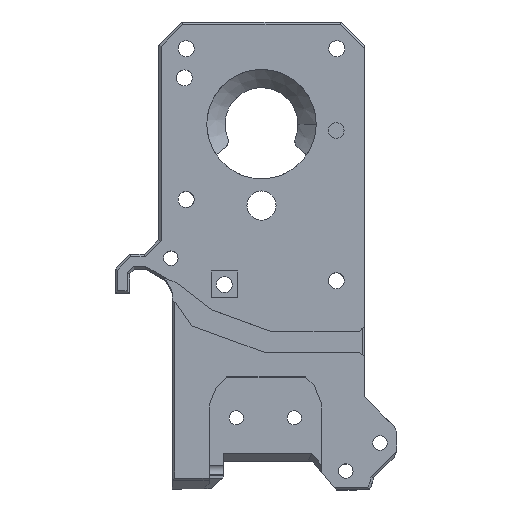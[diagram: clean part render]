
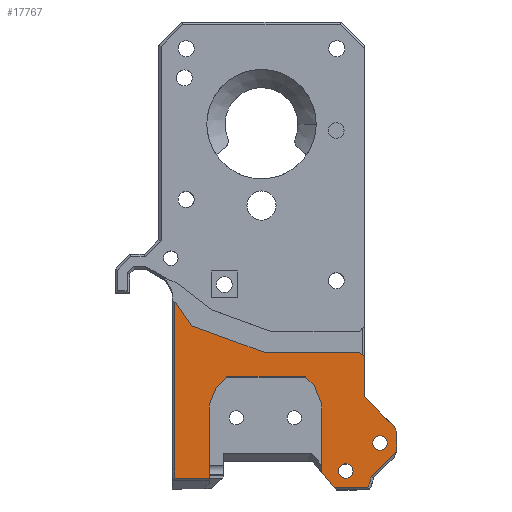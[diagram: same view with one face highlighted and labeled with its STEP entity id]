
A CAD part, top view. The second image highlights one B-rep face of the part: STEP entity #17767.
In plain terms, the highlighted planar face has unit normal (0, 0, 1).
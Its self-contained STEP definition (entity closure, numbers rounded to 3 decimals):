
#1286=CARTESIAN_POINT('',(38.177,12.522,62.672));
#1287=VERTEX_POINT('',#1286);
#1296=CARTESIAN_POINT('',(38.177,14.022,62.672));
#1297=DIRECTION('',(-0.,-0.,1.));
#1298=DIRECTION('',(0.,-1.,-0.));
#1299=AXIS2_PLACEMENT_3D('',#1296,#1297,#1298);
#1300=CIRCLE('',#1299,1.5);
#1301=EDGE_CURVE('',#1287,#1287,#1300,.T.);
#1319=CARTESIAN_POINT('',(46.699,19.799,62.672));
#1320=VERTEX_POINT('',#1319);
#1329=CARTESIAN_POINT('',(45.199,19.799,62.672));
#1330=DIRECTION('',(0.,0.,1.));
#1331=DIRECTION('',(1.,0.,-0.));
#1332=AXIS2_PLACEMENT_3D('',#1329,#1330,#1331);
#1333=CIRCLE('',#1332,1.5);
#1334=EDGE_CURVE('',#1320,#1320,#1333,.T.);
#14567=CARTESIAN_POINT('',(48.722,18.305,62.672));
#14568=VERTEX_POINT('',#14567);
#14575=CARTESIAN_POINT('',(48.637,18.098,62.672));
#14576=VERTEX_POINT('',#14575);
#14577=CARTESIAN_POINT('',(48.722,18.305,62.672));
#14578=DIRECTION('',(-0.383,-0.924,-0.));
#14579=VECTOR('',#14578,0.224);
#14580=LINE('',#14577,#14579);
#14581=EDGE_CURVE('',#14568,#14576,#14580,.T.);
#14822=CARTESIAN_POINT('',(33.222,26.966,62.672));
#14823=VERTEX_POINT('',#14822);
#14831=CARTESIAN_POINT('',(33.222,27.967,62.672));
#14832=VERTEX_POINT('',#14831);
#14833=CARTESIAN_POINT('',(33.222,26.966,62.672));
#14834=DIRECTION('',(0.,1.,0.));
#14835=VECTOR('',#14834,1.001);
#14836=LINE('',#14833,#14835);
#14837=EDGE_CURVE('',#14823,#14832,#14836,.T.);
#14863=CARTESIAN_POINT('',(31.742,31.539,62.672));
#14864=VERTEX_POINT('',#14863);
#14871=CARTESIAN_POINT('',(29.903,33.379,62.672));
#14872=VERTEX_POINT('',#14871);
#14873=CARTESIAN_POINT('',(31.742,31.539,62.672));
#14874=DIRECTION('',(-0.707,0.707,0.));
#14875=VECTOR('',#14874,2.601);
#14876=LINE('',#14873,#14875);
#14877=EDGE_CURVE('',#14864,#14872,#14876,.T.);
#14903=CARTESIAN_POINT('',(10.096,27.684,62.672));
#14904=VERTEX_POINT('',#14903);
#14911=CARTESIAN_POINT('',(10.096,26.684,62.672));
#14912=VERTEX_POINT('',#14911);
#14913=CARTESIAN_POINT('',(10.096,27.684,62.672));
#14914=DIRECTION('',(-0.,-1.,-0.));
#14915=VECTOR('',#14914,1.);
#14916=LINE('',#14913,#14915);
#14917=EDGE_CURVE('',#14904,#14912,#14916,.T.);
#14942=CARTESIAN_POINT('',(10.084,26.653,62.672));
#14943=VERTEX_POINT('',#14942);
#14944=CARTESIAN_POINT('',(10.096,26.684,62.672));
#14945=DIRECTION('',(-0.383,-0.924,-0.));
#14946=VECTOR('',#14945,0.033);
#14947=LINE('',#14944,#14946);
#14948=EDGE_CURVE('',#14912,#14943,#14947,.T.);
#15989=CARTESIAN_POINT('',(48.137,23.21,62.672));
#15990=VERTEX_POINT('',#15989);
#15997=CARTESIAN_POINT('',(48.722,21.796,62.672));
#15998=VERTEX_POINT('',#15997);
#15999=CARTESIAN_POINT('',(48.722,21.796,62.672));
#16000=DIRECTION('',(-0.383,0.924,0.));
#16001=VECTOR('',#16000,1.531);
#16002=LINE('',#15999,#16001);
#16003=EDGE_CURVE('',#15998,#15990,#16002,.T.);
#16796=CARTESIAN_POINT('',(48.722,21.796,62.672));
#16797=DIRECTION('',(-0.,-1.,-0.));
#16798=VECTOR('',#16797,3.49);
#16799=LINE('',#16796,#16798);
#16800=EDGE_CURVE('',#15998,#14568,#16799,.T.);
#16812=CARTESIAN_POINT('',(43.4,12.862,62.672));
#16813=VERTEX_POINT('',#16812);
#16814=CARTESIAN_POINT('',(48.637,18.098,62.672));
#16815=DIRECTION('',(-0.707,-0.707,-0.));
#16816=VECTOR('',#16815,7.406);
#16817=LINE('',#16814,#16816);
#16818=EDGE_CURVE('',#14576,#16813,#16817,.T.);
#16835=CARTESIAN_POINT('',(42.719,10.679,62.672));
#16836=VERTEX_POINT('',#16835);
#16846=CARTESIAN_POINT('',(35.984,13.979,62.672));
#16847=DIRECTION('',(-0.,0.,-1.));
#16848=DIRECTION('',(-1.,0.,0.));
#16849=AXIS2_PLACEMENT_3D('',#16846,#16847,#16848);
#16850=CIRCLE('',#16849,7.5);
#16851=EDGE_CURVE('',#16813,#16836,#16850,.T.);
#16862=CARTESIAN_POINT('',(35.848,10.679,62.672));
#16863=VERTEX_POINT('',#16862);
#16864=CARTESIAN_POINT('',(42.719,10.679,62.672));
#16865=DIRECTION('',(-1.,-0.,0.));
#16866=VECTOR('',#16865,6.871);
#16867=LINE('',#16864,#16866);
#16868=EDGE_CURVE('',#16836,#16863,#16867,.T.);
#16893=CARTESIAN_POINT('',(33.222,13.829,62.672));
#16894=VERTEX_POINT('',#16893);
#16895=CARTESIAN_POINT('',(35.848,10.679,62.672));
#16896=DIRECTION('',(-0.64,0.768,0.));
#16897=VECTOR('',#16896,4.101);
#16898=LINE('',#16895,#16897);
#16899=EDGE_CURVE('',#16863,#16894,#16898,.T.);
#16915=CARTESIAN_POINT('',(33.222,13.829,62.672));
#16916=DIRECTION('',(-0.,1.,-0.));
#16917=VECTOR('',#16916,13.137);
#16918=LINE('',#16915,#16917);
#16919=EDGE_CURVE('',#16894,#14823,#16918,.T.);
#16941=CARTESIAN_POINT('',(33.222,27.967,62.672));
#16942=DIRECTION('',(-0.383,0.924,0.));
#16943=VECTOR('',#16942,3.867);
#16944=LINE('',#16941,#16943);
#16945=EDGE_CURVE('',#14832,#14864,#16944,.T.);
#16956=CARTESIAN_POINT('',(13.698,33.379,62.672));
#16957=VERTEX_POINT('',#16956);
#16966=CARTESIAN_POINT('',(29.903,33.379,62.672));
#16967=DIRECTION('',(-1.,0.,0.));
#16968=VECTOR('',#16967,16.204);
#16969=LINE('',#16966,#16968);
#16970=EDGE_CURVE('',#14872,#16957,#16969,.T.);
#16982=CARTESIAN_POINT('',(11.576,31.256,62.672));
#16983=VERTEX_POINT('',#16982);
#16984=CARTESIAN_POINT('',(13.698,33.379,62.672));
#16985=DIRECTION('',(-0.707,-0.707,-0.));
#16986=VECTOR('',#16985,3.001);
#16987=LINE('',#16984,#16986);
#16988=EDGE_CURVE('',#16957,#16983,#16987,.T.);
#17006=CARTESIAN_POINT('',(11.576,31.256,62.672));
#17007=DIRECTION('',(-0.383,-0.924,-0.));
#17008=VECTOR('',#17007,3.867);
#17009=LINE('',#17006,#17008);
#17010=EDGE_CURVE('',#16983,#14904,#17009,.T.);
#17028=CARTESIAN_POINT('',(10.084,12.599,62.672));
#17029=VERTEX_POINT('',#17028);
#17030=CARTESIAN_POINT('',(10.084,26.653,62.672));
#17031=DIRECTION('',(-0.,-1.,-0.));
#17032=VECTOR('',#17031,14.054);
#17033=LINE('',#17030,#17032);
#17034=EDGE_CURVE('',#14943,#17029,#17033,.T.);
#17053=CARTESIAN_POINT('',(2.984,12.599,62.672));
#17054=VERTEX_POINT('',#17053);
#17055=CARTESIAN_POINT('',(10.084,12.599,62.672));
#17056=DIRECTION('',(-1.,-0.,0.));
#17057=VECTOR('',#17056,7.1);
#17058=LINE('',#17055,#17057);
#17059=EDGE_CURVE('',#17029,#17054,#17058,.T.);
#17077=CARTESIAN_POINT('',(2.984,48.79,62.672));
#17078=VERTEX_POINT('',#17077);
#17079=CARTESIAN_POINT('',(2.984,12.599,62.672));
#17080=DIRECTION('',(0.,1.,0.));
#17081=VECTOR('',#17080,36.191);
#17082=LINE('',#17079,#17081);
#17083=EDGE_CURVE('',#17054,#17078,#17082,.T.);
#17277=CARTESIAN_POINT('',(41.984,29.363,62.672));
#17278=VERTEX_POINT('',#17277);
#17285=CARTESIAN_POINT('',(41.984,29.363,62.672));
#17286=DIRECTION('',(0.707,-0.707,0.));
#17287=VECTOR('',#17286,8.702);
#17288=LINE('',#17285,#17287);
#17289=EDGE_CURVE('',#17278,#15990,#17288,.T.);
#17688=CARTESIAN_POINT('',(48.723,10.678,62.672));
#17689=DIRECTION('',(0.,0.,1.));
#17690=DIRECTION('',(0.,1.,0.));
#17691=AXIS2_PLACEMENT_3D('',#17688,#17689,#17690);
#17692=PLANE('',#17691);
#17693=CARTESIAN_POINT('',(3.156,48.731,62.672));
#17694=VERTEX_POINT('',#17693);
#17695=CARTESIAN_POINT('',(2.984,48.79,62.672));
#17696=DIRECTION('',(0.945,-0.326,-0.));
#17697=VECTOR('',#17696,0.182);
#17698=LINE('',#17695,#17697);
#17699=EDGE_CURVE('',#17078,#17694,#17698,.T.);
#17700=ORIENTED_EDGE('',*,*,#17699,.F.);
#17701=ORIENTED_EDGE('',*,*,#17083,.F.);
#17702=ORIENTED_EDGE('',*,*,#17059,.F.);
#17703=ORIENTED_EDGE('',*,*,#17034,.F.);
#17704=ORIENTED_EDGE('',*,*,#14948,.F.);
#17705=ORIENTED_EDGE('',*,*,#14917,.F.);
#17706=ORIENTED_EDGE('',*,*,#17010,.F.);
#17707=ORIENTED_EDGE('',*,*,#16988,.F.);
#17708=ORIENTED_EDGE('',*,*,#16970,.F.);
#17709=ORIENTED_EDGE('',*,*,#14877,.F.);
#17710=ORIENTED_EDGE('',*,*,#16945,.F.);
#17711=ORIENTED_EDGE('',*,*,#14837,.F.);
#17712=ORIENTED_EDGE('',*,*,#16919,.F.);
#17713=ORIENTED_EDGE('',*,*,#16899,.F.);
#17714=ORIENTED_EDGE('',*,*,#16868,.F.);
#17715=ORIENTED_EDGE('',*,*,#16851,.F.);
#17716=ORIENTED_EDGE('',*,*,#16818,.F.);
#17717=ORIENTED_EDGE('',*,*,#14581,.F.);
#17718=ORIENTED_EDGE('',*,*,#16800,.F.);
#17719=ORIENTED_EDGE('',*,*,#16003,.T.);
#17720=ORIENTED_EDGE('',*,*,#17289,.F.);
#17721=CARTESIAN_POINT('',(41.984,37.471,62.672));
#17722=VERTEX_POINT('',#17721);
#17723=CARTESIAN_POINT('',(41.984,29.363,62.672));
#17724=DIRECTION('',(0.,1.,0.));
#17725=VECTOR('',#17724,8.108);
#17726=LINE('',#17723,#17725);
#17727=EDGE_CURVE('',#17278,#17722,#17726,.T.);
#17728=ORIENTED_EDGE('',*,*,#17727,.T.);
#17729=CARTESIAN_POINT('',(40.984,38.471,62.672));
#17730=VERTEX_POINT('',#17729);
#17731=CARTESIAN_POINT('',(40.984,38.471,62.672));
#17732=DIRECTION('',(0.707,-0.707,-0.));
#17733=VECTOR('',#17732,1.414);
#17734=LINE('',#17731,#17733);
#17735=EDGE_CURVE('',#17730,#17722,#17734,.T.);
#17736=ORIENTED_EDGE('',*,*,#17735,.F.);
#17737=CARTESIAN_POINT('',(21.399,38.471,62.672));
#17738=VERTEX_POINT('',#17737);
#17739=CARTESIAN_POINT('',(21.399,38.471,62.672));
#17740=DIRECTION('',(1.,0.,-0.));
#17741=VECTOR('',#17740,19.585);
#17742=LINE('',#17739,#17741);
#17743=EDGE_CURVE('',#17738,#17730,#17742,.T.);
#17744=ORIENTED_EDGE('',*,*,#17743,.F.);
#17745=CARTESIAN_POINT('',(6.476,43.929,62.672));
#17746=VERTEX_POINT('',#17745);
#17747=CARTESIAN_POINT('',(6.476,43.929,62.672));
#17748=DIRECTION('',(0.939,-0.344,-0.));
#17749=VECTOR('',#17748,15.889);
#17750=LINE('',#17747,#17749);
#17751=EDGE_CURVE('',#17746,#17738,#17750,.T.);
#17752=ORIENTED_EDGE('',*,*,#17751,.F.);
#17753=CARTESIAN_POINT('',(3.156,48.731,62.672));
#17754=DIRECTION('',(0.569,-0.823,-0.));
#17755=VECTOR('',#17754,5.838);
#17756=LINE('',#17753,#17755);
#17757=EDGE_CURVE('',#17694,#17746,#17756,.T.);
#17758=ORIENTED_EDGE('',*,*,#17757,.F.);
#17759=EDGE_LOOP('',(#17700,#17701,#17702,#17703,#17704,#17705,#17706,#17707,#17708,#17709,#17710,#17711,#17712,#17713,#17714,#17715,#17716,#17717,#17718,#17719,#17720,#17728,#17736,#17744,#17752,#17758));
#17760=FACE_BOUND('',#17759,.T.);
#17761=ORIENTED_EDGE('',*,*,#1334,.F.);
#17762=EDGE_LOOP('',(#17761));
#17763=FACE_BOUND('',#17762,.T.);
#17764=ORIENTED_EDGE('',*,*,#1301,.F.);
#17765=EDGE_LOOP('',(#17764));
#17766=FACE_BOUND('',#17765,.T.);
#17767=ADVANCED_FACE('NONE',(#17760,#17763,#17766),#17692,.T.);
